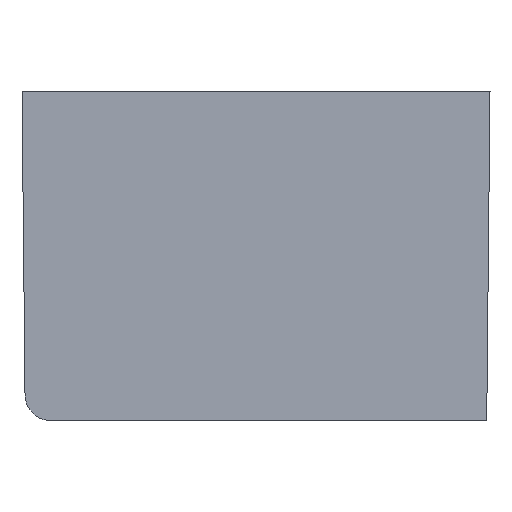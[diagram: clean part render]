
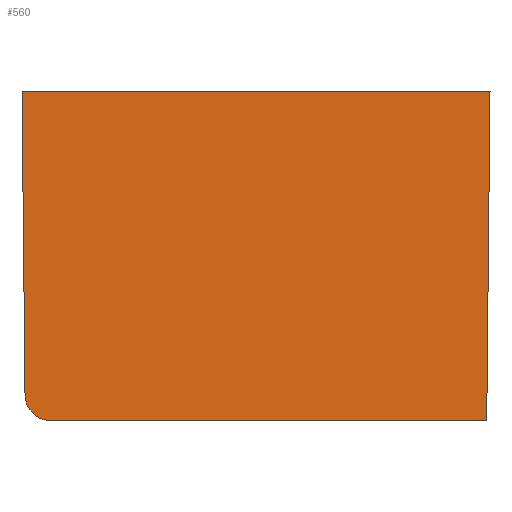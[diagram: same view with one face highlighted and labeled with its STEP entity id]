
A CAD part, left-side view. The second image highlights one B-rep face of the part: STEP entity #560.
In plain terms, the highlighted planar face has unit normal (-1, 0, -0.01).
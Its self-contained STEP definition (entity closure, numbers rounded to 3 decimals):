
#12 = PLANE ( 'NONE',  #77 ) ;
#30 = LINE ( 'NONE', #253, #635 ) ;
#35 = DIRECTION ( 'NONE',  ( 0.01, 0.01, -1. ) ) ;
#77 = AXIS2_PLACEMENT_3D ( 'NONE', #408, #589, #117 ) ;
#81 = VERTEX_POINT ( 'NONE', #327 ) ;
#86 = VERTEX_POINT ( 'NONE', #590 ) ;
#117 = DIRECTION ( 'NONE',  ( -0.01, 0., 1. ) ) ;
#138 = LINE ( 'NONE', #183, #267 ) ;
#148 = VECTOR ( 'NONE', #280, 1000. ) ;
#160 = VERTEX_POINT ( 'NONE', #187 ) ;
#161 = CARTESIAN_POINT ( 'NONE',  ( -27.5, 35.5, -0.02 ) ) ;
#170 = EDGE_CURVE ( 'NONE', #86, #503, #138, .T. ) ;
#183 = CARTESIAN_POINT ( 'NONE',  ( -27.5, 0., 0. ) ) ;
#187 = CARTESIAN_POINT ( 'NONE',  ( -27.251, 33.271, -25. ) ) ;
#242 = CARTESIAN_POINT ( 'NONE',  ( -27.5, 0., 0. ) ) ;
#253 = CARTESIAN_POINT ( 'NONE',  ( -27.495, 0.005, -0.547 ) ) ;
#267 = VECTOR ( 'NONE', #355, 1000. ) ;
#280 = DIRECTION ( 'NONE',  ( 0.01, -0.01, -1. ) ) ;
#283 = ORIENTED_EDGE ( 'NONE', *, *, #308, .F. ) ;
#308 = EDGE_CURVE ( 'NONE', #503, #81, #30, .T. ) ;
#327 = CARTESIAN_POINT ( 'NONE',  ( -27.251, 0.249, -25. ) ) ;
#332 = ORIENTED_EDGE ( 'NONE', *, *, #170, .F. ) ;
#344 = ORIENTED_EDGE ( 'NONE', *, *, #448, .T. ) ;
#355 = DIRECTION ( 'NONE',  ( 0., -1., 0. ) ) ;
#357 = CARTESIAN_POINT ( 'NONE',  ( -27.251, 34.433, -25. ) ) ;
#378 = ORIENTED_EDGE ( 'NONE', *, *, #478, .T. ) ;
#396 =( BOUNDED_CURVE ( )  B_SPLINE_CURVE ( 3, ( #638, #357, #584, #463 ),
 .UNSPECIFIED., .F., .T. ) 
 B_SPLINE_CURVE_WITH_KNOTS ( ( 4, 4 ),
 ( 3.142, 4.702 ),
 .UNSPECIFIED. ) 
 CURVE ( )  GEOMETRIC_REPRESENTATION_ITEM ( )  RATIONAL_B_SPLINE_CURVE ( ( 1., 0.807, 0.807, 1. ) ) 
 REPRESENTATION_ITEM ( '' )  );
#408 = CARTESIAN_POINT ( 'NONE',  ( -27.5, 0., 0. ) ) ;
#448 = EDGE_CURVE ( 'NONE', #86, #651, #611, .T. ) ;
#451 = LINE ( 'NONE', #673, #612 ) ;
#463 = CARTESIAN_POINT ( 'NONE',  ( -27.271, 35.271, -23.02 ) ) ;
#478 = EDGE_CURVE ( 'NONE', #160, #81, #451, .T. ) ;
#490 = CARTESIAN_POINT ( 'NONE',  ( -27.271, 35.271, -23.02 ) ) ;
#503 = VERTEX_POINT ( 'NONE', #242 ) ;
#560 = ADVANCED_FACE ( 'NONE', ( #681 ), #12, .T. ) ;
#579 = EDGE_CURVE ( 'NONE', #160, #651, #396, .T. ) ;
#584 = CARTESIAN_POINT ( 'NONE',  ( -27.259, 35.259, -24.182 ) ) ;
#589 = DIRECTION ( 'NONE',  ( -1., 0., -0.01 ) ) ;
#590 = CARTESIAN_POINT ( 'NONE',  ( -27.5, 35.5, 0. ) ) ;
#592 = EDGE_LOOP ( 'NONE', ( #378, #283, #332, #344, #712 ) ) ;
#611 = LINE ( 'NONE', #161, #148 ) ;
#612 = VECTOR ( 'NONE', #619, 1000. ) ;
#619 = DIRECTION ( 'NONE',  ( 0., -1., 0. ) ) ;
#635 = VECTOR ( 'NONE', #35, 1000. ) ;
#638 = CARTESIAN_POINT ( 'NONE',  ( -27.251, 33.271, -25. ) ) ;
#651 = VERTEX_POINT ( 'NONE', #490 ) ;
#673 = CARTESIAN_POINT ( 'NONE',  ( -27.251, 0., -25. ) ) ;
#681 = FACE_OUTER_BOUND ( 'NONE', #592, .T. ) ;
#712 = ORIENTED_EDGE ( 'NONE', *, *, #579, .F. ) ;
